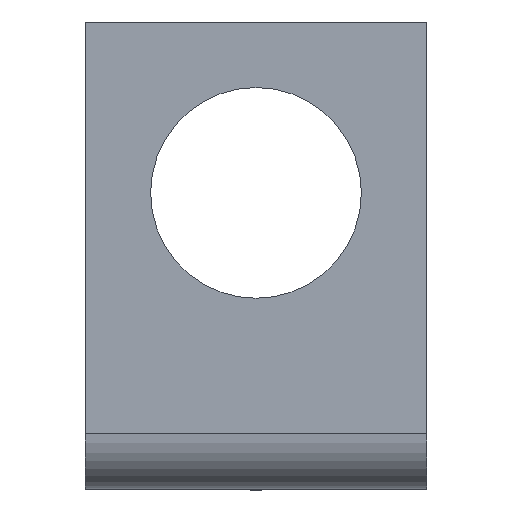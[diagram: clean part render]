
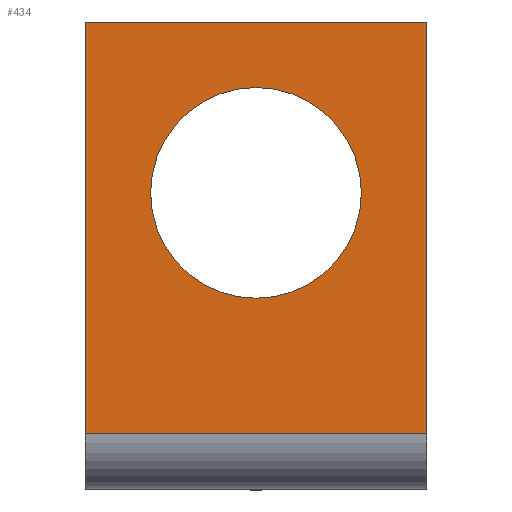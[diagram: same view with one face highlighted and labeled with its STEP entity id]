
A CAD part, top view. The second image highlights one B-rep face of the part: STEP entity #434.
In plain terms, the highlighted planar face has unit normal (0, 0, 1).
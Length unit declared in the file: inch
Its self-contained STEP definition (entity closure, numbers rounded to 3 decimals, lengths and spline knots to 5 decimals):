
#96=DIRECTION('',(0.,1.,0.));
#97=VECTOR('',#96,1.4222);
#98=CARTESIAN_POINT('',(-0.59055,0.09598,0.));
#99=LINE('',#98,#97);
#100=DIRECTION('',(1.,0.,0.));
#101=VECTOR('',#100,1.1811);
#102=CARTESIAN_POINT('',(-0.59055,1.51819,0.));
#103=LINE('',#102,#101);
#104=DIRECTION('',(0.,-1.,0.));
#105=VECTOR('',#104,1.4222);
#106=CARTESIAN_POINT('',(0.59055,1.51819,0.));
#107=LINE('',#106,#105);
#108=CARTESIAN_POINT('',(0.,0.92764,0.));
#109=DIRECTION('',(0.,0.,-1.));
#110=DIRECTION('',(-1.,0.,0.));
#111=AXIS2_PLACEMENT_3D('',#108,#109,#110);
#113=CARTESIAN_POINT('',(0.,0.92764,0.));
#114=DIRECTION('',(0.,0.,-1.));
#115=DIRECTION('',(1.,0.,0.));
#116=AXIS2_PLACEMENT_3D('',#113,#114,#115);
#130=DIRECTION('',(-1.,0.,0.));
#131=VECTOR('',#130,1.1811);
#132=CARTESIAN_POINT('',(0.59055,0.09598,0.));
#133=LINE('',#132,#131);
#271=CARTESIAN_POINT('',(-0.59055,0.09598,0.));
#272=CARTESIAN_POINT('',(-0.59055,1.51819,0.));
#273=VERTEX_POINT('',#271);
#274=VERTEX_POINT('',#272);
#275=CARTESIAN_POINT('',(0.59055,1.51819,0.));
#276=VERTEX_POINT('',#275);
#277=CARTESIAN_POINT('',(0.59055,0.09598,0.));
#278=VERTEX_POINT('',#277);
#295=CARTESIAN_POINT('',(-0.36417,0.92764,0.));
#296=CARTESIAN_POINT('',(0.36417,0.92764,0.));
#297=VERTEX_POINT('',#295);
#298=VERTEX_POINT('',#296);
#414=CARTESIAN_POINT('',(-0.59055,-0.09598,0.));
#415=DIRECTION('',(0.,0.,-1.));
#416=DIRECTION('',(-1.,0.,0.));
#417=AXIS2_PLACEMENT_3D('',#414,#415,#416);
#418=PLANE('',#417);
#419=ORIENTED_EDGE('',*,*,#404,.T.);
#421=ORIENTED_EDGE('',*,*,#420,.T.);
#423=ORIENTED_EDGE('',*,*,#422,.T.);
#425=ORIENTED_EDGE('',*,*,#424,.T.);
#426=EDGE_LOOP('',(#419,#421,#423,#425));
#427=FACE_OUTER_BOUND('',#426,.F.);
#429=ORIENTED_EDGE('',*,*,#428,.F.);
#431=ORIENTED_EDGE('',*,*,#430,.F.);
#432=EDGE_LOOP('',(#429,#431));
#433=FACE_BOUND('',#432,.F.);
#434=ADVANCED_FACE('',(#427,#433),#418,.F.);
#112=CIRCLE('',#111,0.36417);
#117=CIRCLE('',#116,0.36417);
#404=EDGE_CURVE('',#273,#274,#99,.T.);
#420=EDGE_CURVE('',#274,#276,#103,.T.);
#422=EDGE_CURVE('',#276,#278,#107,.T.);
#424=EDGE_CURVE('',#278,#273,#133,.T.);
#428=EDGE_CURVE('',#297,#298,#112,.T.);
#430=EDGE_CURVE('',#298,#297,#117,.T.);
